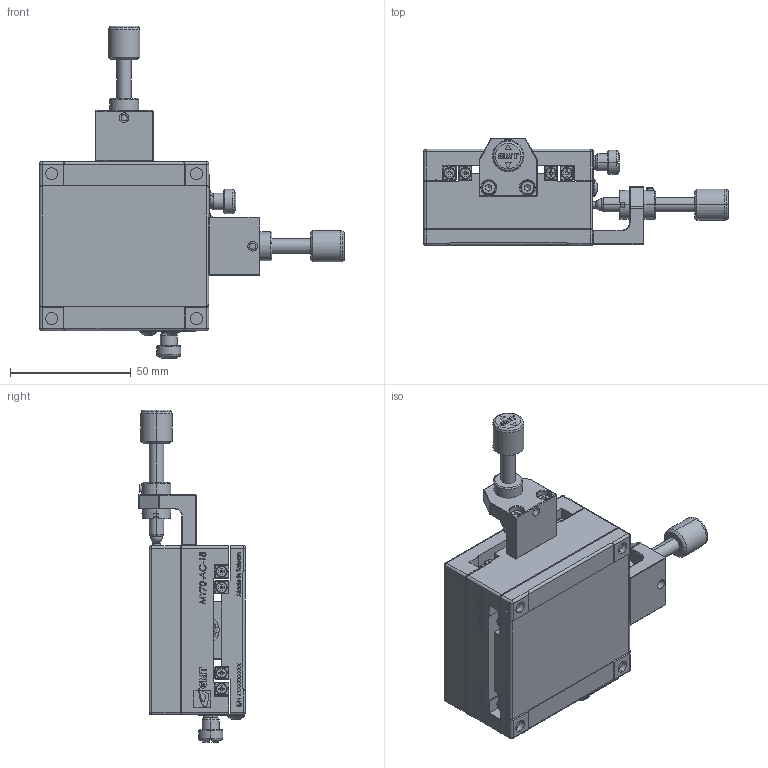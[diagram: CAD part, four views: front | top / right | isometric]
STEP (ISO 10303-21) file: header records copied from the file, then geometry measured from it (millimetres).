
FILE_DESCRIPTION (( 'STEP AP203' ), '1' );
FILE_NAME ('MY70-AC-18(«¬¿ý).STEP', '2013-04-29T05:49:20', ( '123' ), ( '' ), 'SwSTEP 2.0', 'SolidWorks 2013', '' );
FILE_SCHEMA (( 'CONFIG_CONTROL_DESIGN' ));
Length unit declared in the file: millimetre
Products named in the file (4): Group3^MY70-AC-18(型錄); MY70-AC-18(型錄); Group1^MY70-AC-18(型錄); Group2^MY70-AC-18(型錄)
Assembly tree (3 placements, depth 2):
  MY70-AC-18(型錄)
    Group1^MY70-AC-18(型錄)
    Group2^MY70-AC-18(型錄)
    Group3^MY70-AC-18(型錄)
Bounding box: 126.18 x 44.5 x 137.48 mm (x, y, z)
Volume: 190841.2 mm3; surface area: 69217.2 mm2
Topology: 44 solids, 44 shells, 3721 faces, 9443 edges, 6026 vertices
Faces by surface type: plane 2298, cylinder 598, bspline 419, cone 284, torus 102, sphere 20
Entity records: 137153 total; most frequent: CARTESIAN_POINT 49295, ORIENTED_EDGE 18774, DIRECTION 16817, EDGE_CURVE 9387, LINE 6261, VECTOR 6261, VERTEX_POINT 6026, AXIS2_PLACEMENT_3D 5278
